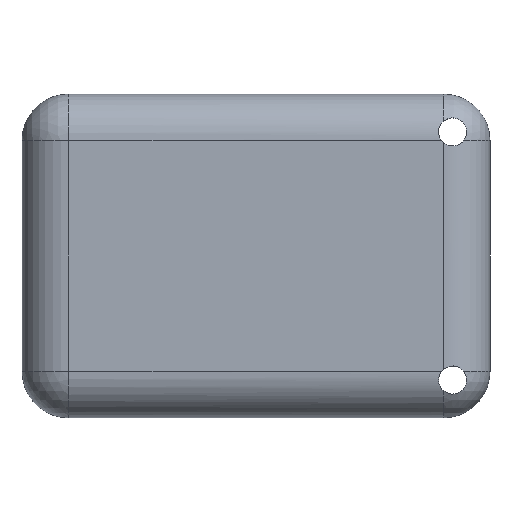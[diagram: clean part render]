
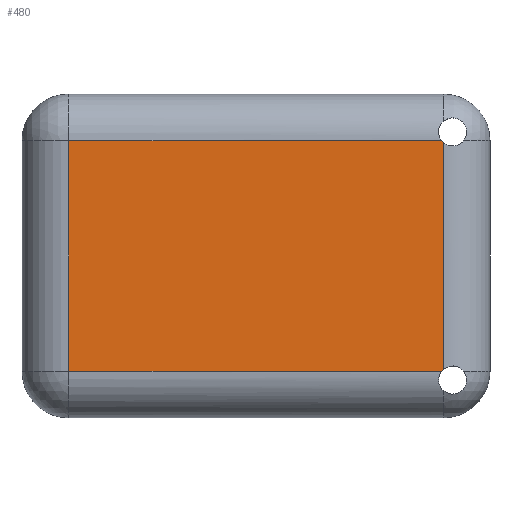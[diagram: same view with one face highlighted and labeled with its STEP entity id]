
A CAD part, left-side view. The second image highlights one B-rep face of the part: STEP entity #480.
In plain terms, the highlighted planar face has unit normal (-1, 0, 0).
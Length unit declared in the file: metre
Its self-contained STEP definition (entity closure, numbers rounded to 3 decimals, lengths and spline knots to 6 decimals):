
#52=CIRCLE('',#580,0.0015);
#53=CIRCLE('',#581,0.0015);
#89=ORIENTED_EDGE('',*,*,#235,.T.);
#90=ORIENTED_EDGE('',*,*,#236,.T.);
#91=ORIENTED_EDGE('',*,*,#237,.T.);
#92=ORIENTED_EDGE('',*,*,#238,.T.);
#93=ORIENTED_EDGE('',*,*,#239,.T.);
#94=ORIENTED_EDGE('',*,*,#240,.T.);
#235=EDGE_CURVE('',#308,#309,#349,.T.);
#236=EDGE_CURVE('',#309,#310,#350,.T.);
#237=EDGE_CURVE('',#310,#311,#52,.T.);
#238=EDGE_CURVE('',#311,#312,#351,.F.);
#239=EDGE_CURVE('',#312,#313,#53,.T.);
#240=EDGE_CURVE('',#313,#308,#352,.F.);
#308=VERTEX_POINT('',#3223);
#309=VERTEX_POINT('',#3224);
#310=VERTEX_POINT('',#3226);
#311=VERTEX_POINT('',#3228);
#312=VERTEX_POINT('',#3230);
#313=VERTEX_POINT('',#3232);
#349=LINE('',#3222,#375);
#350=LINE('',#3225,#376);
#351=LINE('',#3229,#377);
#352=LINE('',#3233,#378);
#375=VECTOR('',#660,1.);
#376=VECTOR('',#661,1.);
#377=VECTOR('',#664,1.);
#378=VECTOR('',#667,1.);
#398=EDGE_LOOP('',(#89,#90,#91,#92,#93,#94));
#436=FACE_BOUND('',#398,.T.);
#473=PLANE('',#579);
#480=ADVANCED_FACE('',(#436),#473,.F.);
#579=AXIS2_PLACEMENT_3D('',#3221,#658,#659);
#580=AXIS2_PLACEMENT_3D('',#3227,#662,#663);
#581=AXIS2_PLACEMENT_3D('',#3231,#665,#666);
#658=DIRECTION('',(1.,0.,0.));
#659=DIRECTION('',(0.,0.,-1.));
#660=DIRECTION('',(0.,0.,-1.));
#661=DIRECTION('',(0.,-1.,0.));
#662=DIRECTION('',(1.,0.,0.));
#663=DIRECTION('',(0.,0.,-1.));
#664=DIRECTION('',(0.,0.,-1.));
#665=DIRECTION('',(1.,0.,0.));
#666=DIRECTION('',(0.,0.,-1.));
#667=DIRECTION('',(0.,-1.,0.));
#3221=CARTESIAN_POINT('',(-0.036424,0.015875,0.0346));
#3222=CARTESIAN_POINT('',(-0.036424,0.035875,0.));
#3223=CARTESIAN_POINT('',(-0.036424,0.035875,0.0296));
#3224=CARTESIAN_POINT('',(-0.036424,0.035875,0.005));
#3225=CARTESIAN_POINT('',(-0.036424,0.015875,0.005));
#3226=CARTESIAN_POINT('',(-0.036424,-0.003965,0.005));
#3227=CARTESIAN_POINT('',(-0.036424,-0.005125,0.00405));
#3228=CARTESIAN_POINT('',(-0.036424,-0.004125,0.005168));
#3229=CARTESIAN_POINT('',(-0.036424,-0.004125,0.0346));
#3230=CARTESIAN_POINT('',(-0.036424,-0.004125,0.029432));
#3231=CARTESIAN_POINT('',(-0.036424,-0.005125,0.03055));
#3232=CARTESIAN_POINT('',(-0.036424,-0.003965,0.0296));
#3233=CARTESIAN_POINT('',(-0.036424,0.040875,0.0296));
